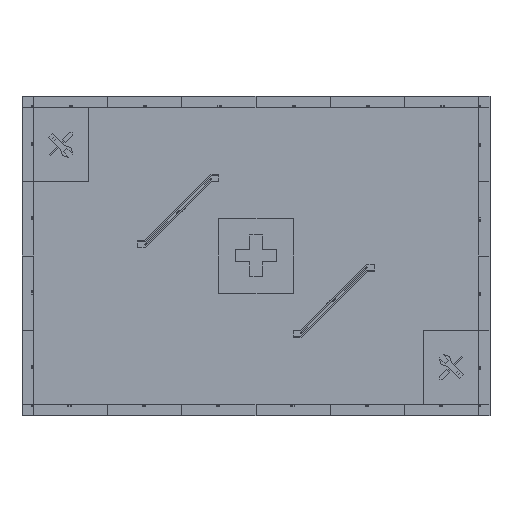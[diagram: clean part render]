
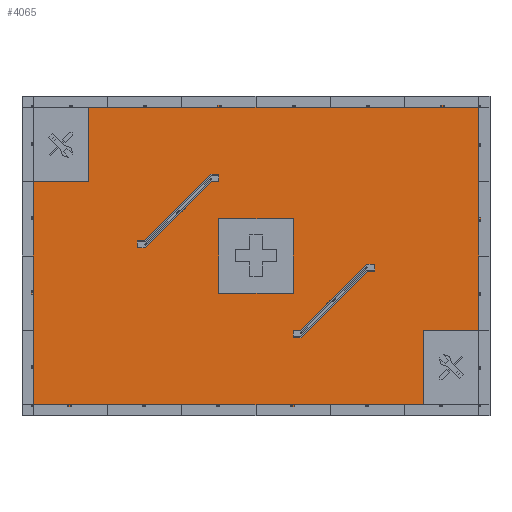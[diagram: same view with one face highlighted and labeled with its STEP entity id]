
A CAD part, front view. The second image highlights one B-rep face of the part: STEP entity #4065.
In plain terms, the highlighted face is planar.
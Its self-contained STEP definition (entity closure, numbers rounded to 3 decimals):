
#3986=DIRECTION('',(1.,0.,0.));
#3987=VECTOR('',#3986,12600.);
#3988=CARTESIAN_POINT('',(-6300.,0.,4300.));
#3989=LINE('',#3988,#3987);
#3990=DIRECTION('',(0.,0.,-1.));
#3991=VECTOR('',#3990,8600.);
#3992=CARTESIAN_POINT('',(-6300.,0.,4300.));
#3993=LINE('',#3992,#3991);
#3994=DIRECTION('',(1.,0.,0.));
#3995=VECTOR('',#3994,12600.);
#3996=CARTESIAN_POINT('',(-6300.,0.,-4300.));
#3997=LINE('',#3996,#3995);
#3998=DIRECTION('',(0.,0.,-1.));
#3999=VECTOR('',#3998,8600.);
#4000=CARTESIAN_POINT('',(6300.,0.,4300.));
#4001=LINE('',#4000,#3999);
#4042=CARTESIAN_POINT('',(-6300.,0.,4300.));
#4043=CARTESIAN_POINT('',(6300.,0.,4300.));
#4044=VERTEX_POINT('',#4042);
#4045=VERTEX_POINT('',#4043);
#4046=CARTESIAN_POINT('',(-6300.,0.,-4300.));
#4047=VERTEX_POINT('',#4046);
#4048=CARTESIAN_POINT('',(6300.,0.,-4300.));
#4049=VERTEX_POINT('',#4048);
#4050=CARTESIAN_POINT('',(0.,0.,0.));
#4051=DIRECTION('',(0.,1.,0.));
#4052=DIRECTION('',(1.,0.,0.));
#4053=AXIS2_PLACEMENT_3D('',#4050,#4051,#4052);
#4054=PLANE('',#4053);
#4056=ORIENTED_EDGE('',*,*,#4055,.F.);
#4058=ORIENTED_EDGE('',*,*,#4057,.T.);
#4060=ORIENTED_EDGE('',*,*,#4059,.T.);
#4062=ORIENTED_EDGE('',*,*,#4061,.F.);
#4063=EDGE_LOOP('',(#4056,#4058,#4060,#4062));
#4064=FACE_OUTER_BOUND('',#4063,.F.);
#4065=ADVANCED_FACE('',(#4064),#4054,.T.);
#4055=EDGE_CURVE('',#4044,#4045,#3989,.T.);
#4057=EDGE_CURVE('',#4044,#4047,#3993,.T.);
#4059=EDGE_CURVE('',#4047,#4049,#3997,.T.);
#4061=EDGE_CURVE('',#4045,#4049,#4001,.T.);
